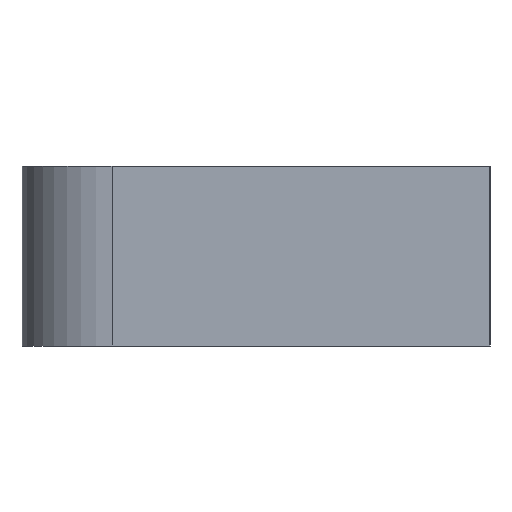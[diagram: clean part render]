
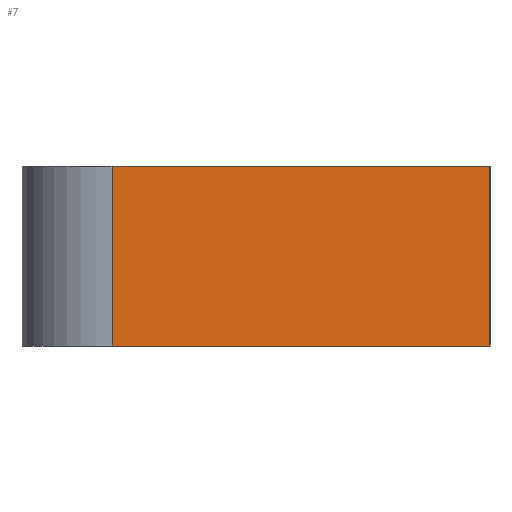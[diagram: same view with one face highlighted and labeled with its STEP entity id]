
A CAD part, left-side view. The second image highlights one B-rep face of the part: STEP entity #7.
In plain terms, the highlighted planar face has unit normal (-1, 0, 0).
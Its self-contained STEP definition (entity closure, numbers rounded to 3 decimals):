
#7 = ADVANCED_FACE ( 'NONE', ( #232 ), #226, .F. ) ;
#119 = VERTEX_POINT ( 'NONE', #324 ) ;
#121 = VERTEX_POINT ( 'NONE', #325 ) ;
#140 = VERTEX_POINT ( 'NONE', #344 ) ;
#157 = VERTEX_POINT ( 'NONE', #708 ) ;
#197 = EDGE_LOOP ( 'NONE', ( #424, #423, #422, #421 ) ) ;
#226 = PLANE ( 'NONE',  #942 ) ;
#228 = CARTESIAN_POINT ( 'NONE',  ( -13.5, 15., -10. ) ) ;
#232 = FACE_OUTER_BOUND ( 'NONE', #197, .T. ) ;
#234 = DIRECTION ( 'NONE',  ( 1., 0., 0. ) ) ;
#235 = DIRECTION ( 'NONE',  ( 0., 0., -1. ) ) ;
#324 = CARTESIAN_POINT ( 'NONE',  ( -13.5, 0., 0. ) ) ;
#325 = CARTESIAN_POINT ( 'NONE',  ( -13.5, 21., 0. ) ) ;
#344 = CARTESIAN_POINT ( 'NONE',  ( -13.5, 0., -10. ) ) ;
#358 = EDGE_CURVE ( 'NONE', #121, #119, #728, .T. ) ;
#367 = EDGE_CURVE ( 'NONE', #121, #157, #769, .T. ) ;
#368 = EDGE_CURVE ( 'NONE', #140, #119, #779, .T. ) ;
#375 = EDGE_CURVE ( 'NONE', #157, #140, #493, .T. ) ;
#421 = ORIENTED_EDGE ( 'NONE', *, *, #368, .T. ) ;
#422 = ORIENTED_EDGE ( 'NONE', *, *, #375, .T. ) ;
#423 = ORIENTED_EDGE ( 'NONE', *, *, #367, .T. ) ;
#424 = ORIENTED_EDGE ( 'NONE', *, *, #358, .F. ) ;
#473 = VECTOR ( 'NONE', #498, 1000. ) ;
#484 = VECTOR ( 'NONE', #860, 1000. ) ;
#493 = LINE ( 'NONE', #497, #473 ) ;
#497 = CARTESIAN_POINT ( 'NONE',  ( -13.5, 15., -10. ) ) ;
#498 = DIRECTION ( 'NONE',  ( 0., -1., 0. ) ) ;
#708 = CARTESIAN_POINT ( 'NONE',  ( -13.5, 21., -10. ) ) ;
#727 = CARTESIAN_POINT ( 'NONE',  ( -13.5, 15., 0. ) ) ;
#728 = LINE ( 'NONE', #727, #484 ) ;
#769 = LINE ( 'NONE', #785, #830 ) ;
#779 = LINE ( 'NONE', #787, #827 ) ;
#785 = CARTESIAN_POINT ( 'NONE',  ( -13.5, 21., -10. ) ) ;
#786 = DIRECTION ( 'NONE',  ( 0., 0., -1. ) ) ;
#787 = CARTESIAN_POINT ( 'NONE',  ( -13.5, 0., -10. ) ) ;
#788 = DIRECTION ( 'NONE',  ( 0., 0., 1. ) ) ;
#827 = VECTOR ( 'NONE', #788, 1000. ) ;
#830 = VECTOR ( 'NONE', #786, 1000. ) ;
#860 = DIRECTION ( 'NONE',  ( 0., -1., 0. ) ) ;
#942 = AXIS2_PLACEMENT_3D ( 'NONE', #228, #234, #235 ) ;
